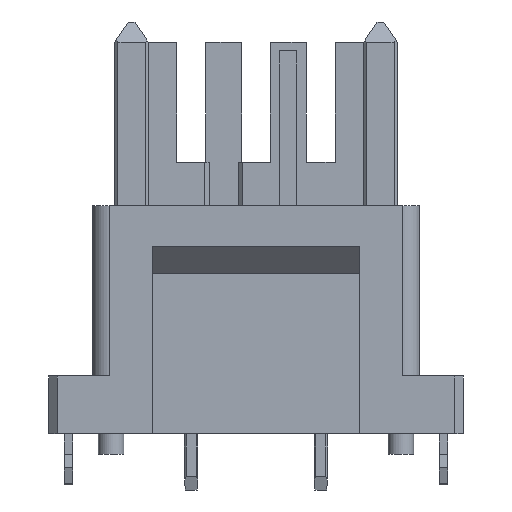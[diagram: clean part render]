
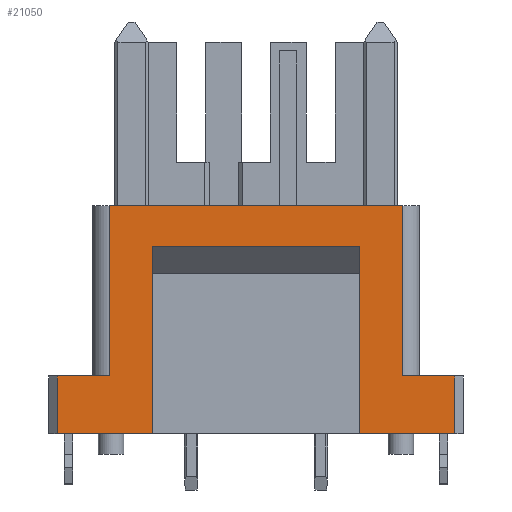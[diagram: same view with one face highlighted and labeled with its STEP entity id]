
A CAD part, front view. The second image highlights one B-rep face of the part: STEP entity #21050.
In plain terms, the highlighted planar face has unit normal (0, -1, 0).
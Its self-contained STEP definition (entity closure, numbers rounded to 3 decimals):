
#12610=CARTESIAN_POINT('',(-6.09,-5.5,11.));
#12620=VERTEX_POINT('',#12610);
#12650=CARTESIAN_POINT('',(22.57,-5.5,11.));
#12660=DIRECTION('',(-1.,0.,0.));
#12670=VECTOR('',#12660,1.);
#12680=LINE('',#12650,#12670);
#12690=CARTESIAN_POINT('',(6.09,-5.5,11.));
#12700=VERTEX_POINT('',#12690);
#12710=EDGE_CURVE('',#12700,#12620,#12680,.T.);
#14520=CARTESIAN_POINT('',(6.09,-5.5,22.5));
#14530=DIRECTION('',(-0.,-0.,-1.));
#14540=VECTOR('',#14530,1.);
#14550=LINE('',#14520,#14540);
#14560=CARTESIAN_POINT('',(6.09,-5.5,0.));
#14570=VERTEX_POINT('',#14560);
#14580=EDGE_CURVE('',#12700,#14570,#14550,.T.);
#17170=CARTESIAN_POINT('',(8.61,-5.5,3.4));
#17180=VERTEX_POINT('',#17170);
#17210=CARTESIAN_POINT('',(8.61,-5.5,13.4));
#17220=DIRECTION('',(0.,0.,-1.));
#17230=VECTOR('',#17220,1.);
#17240=LINE('',#17210,#17230);
#17250=CARTESIAN_POINT('',(8.61,-5.5,13.4));
#17260=VERTEX_POINT('',#17250);
#17270=EDGE_CURVE('',#17260,#17180,#17240,.T.);
#20270=CARTESIAN_POINT('',(12.269,-5.5,-0.335));
#20280=DIRECTION('',(0.,-1.,0.));
#20290=DIRECTION('',(0.,0.,-1.));
#20300=AXIS2_PLACEMENT_3D('',#20270,#20280,#20290);
#20310=PLANE('',#20300);
#20320=ORIENTED_EDGE('',*,*,#12710,.F.);
#20330=CARTESIAN_POINT('',(-6.09,-5.5,22.5));
#20340=DIRECTION('',(0.,0.,1.));
#20350=VECTOR('',#20340,1.);
#20360=LINE('',#20330,#20350);
#20370=CARTESIAN_POINT('',(-6.09,-5.5,0.));
#20380=VERTEX_POINT('',#20370);
#20390=EDGE_CURVE('',#20380,#12620,#20360,.T.);
#20400=ORIENTED_EDGE('',*,*,#20390,.T.);
#20410=CARTESIAN_POINT('',(22.57,-5.5,0.));
#20420=DIRECTION('',(1.,0.,0.));
#20430=VECTOR('',#20420,1.);
#20440=LINE('',#20410,#20430);
#20450=CARTESIAN_POINT('',(-11.685,-5.5,0.
));
#20460=VERTEX_POINT('',#20450);
#20470=EDGE_CURVE('',#20460,#20380,#20440,.T.);
#20480=ORIENTED_EDGE('',*,*,#20470,.T.);
#20490=CARTESIAN_POINT('',(-11.685,-5.5,22.5));
#20500=DIRECTION('',(0.,0.,-1.));
#20510=VECTOR('',#20500,1.);
#20520=LINE('',#20490,#20510);
#20530=CARTESIAN_POINT('',(-11.685,-5.5,3.4));
#20540=VERTEX_POINT('',#20530);
#20550=EDGE_CURVE('',#20540,#20460,#20520,.T.);
#20560=ORIENTED_EDGE('',*,*,#20550,.T.);
#20570=CARTESIAN_POINT('',(22.57,-5.5,3.4));
#20580=DIRECTION('',(-1.,0.,0.));
#20590=VECTOR('',#20580,1.);
#20600=LINE('',#20570,#20590);
#20610=CARTESIAN_POINT('',(-8.61,-5.5,3.4));
#20620=VERTEX_POINT('',#20610);
#20630=EDGE_CURVE('',#20620,#20540,#20600,.T.);
#20640=ORIENTED_EDGE('',*,*,#20630,.T.);
#20650=CARTESIAN_POINT('',(-8.61,-5.5,3.4));
#20660=DIRECTION('',(0.,0.,1.));
#20670=VECTOR('',#20660,1.);
#20680=LINE('',#20650,#20670);
#20690=CARTESIAN_POINT('',(-8.61,-5.5,13.4));
#20700=VERTEX_POINT('',#20690);
#20710=EDGE_CURVE('',#20620,#20700,#20680,.T.);
#20720=ORIENTED_EDGE('',*,*,#20710,.F.);
#20730=CARTESIAN_POINT('',(22.57,-5.5,13.4));
#20740=DIRECTION('',(-1.,0.,0.));
#20750=VECTOR('',#20740,1.);
#20760=LINE('',#20730,#20750);
#20770=EDGE_CURVE('',#17260,#20700,#20760,.T.);
#20780=ORIENTED_EDGE('',*,*,#20770,.T.);
#20790=ORIENTED_EDGE('',*,*,#17270,.F.);
#20800=CARTESIAN_POINT('',(22.57,-5.5,3.4));
#20810=DIRECTION('',(-1.,0.,0.));
#20820=VECTOR('',#20810,1.);
#20830=LINE('',#20800,#20820);
#20840=CARTESIAN_POINT('',(11.685,-5.5,3.4));
#20850=VERTEX_POINT('',#20840);
#20860=EDGE_CURVE('',#20850,#17180,#20830,.T.);
#20870=ORIENTED_EDGE('',*,*,#20860,.T.);
#20880=CARTESIAN_POINT('',(11.685,-5.5,22.5));
#20890=DIRECTION('',(0.,0.,-1.));
#20900=VECTOR('',#20890,1.);
#20910=LINE('',#20880,#20900);
#20920=CARTESIAN_POINT('',(11.685,-5.5,0.));
#20930=VERTEX_POINT('',#20920);
#20940=EDGE_CURVE('',#20850,#20930,#20910,.T.);
#20950=ORIENTED_EDGE('',*,*,#20940,.F.);
#20960=CARTESIAN_POINT('',(22.57,-5.5,0.));
#20970=DIRECTION('',(1.,0.,0.));
#20980=VECTOR('',#20970,1.);
#20990=LINE('',#20960,#20980);
#21000=EDGE_CURVE('',#14570,#20930,#20990,.T.);
#21010=ORIENTED_EDGE('',*,*,#21000,.T.);
#21020=ORIENTED_EDGE('',*,*,#14580,.T.);
#21030=EDGE_LOOP('',(#21020,#21010,#20950,#20870,#20790,#20780,#20720,
#20640,#20560,#20480,#20400,#20320));
#21040=FACE_OUTER_BOUND('',#21030,.T.);
#21050=ADVANCED_FACE('',(#21040),#20310,.T.);
